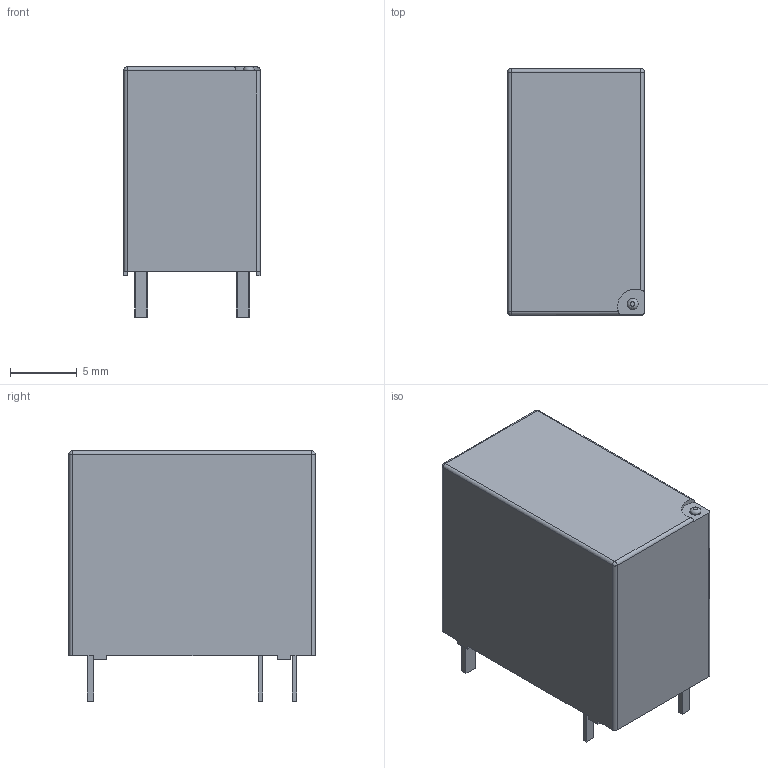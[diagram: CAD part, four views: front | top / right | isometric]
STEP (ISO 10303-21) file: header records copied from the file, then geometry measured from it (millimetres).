
FILE_DESCRIPTION(/* description */ (''),/* implementation_level */ '2;1');
FILE_NAME(/* name */ 'Relay_AZ7709.step',/* time_stamp */ '2022-12-22T16:35:44-08:00',/* author */ (''),/* organization */ (''),/* preprocessor_version */ 'ST-DEVELOPER v19.2',/* originating_system */ 'Autodesk Translation Framework v11.17.0.187',/* authorisation */ '');
FILE_SCHEMA (('AUTOMOTIVE_DESIGN { 1 0 10303 214 3 1 1 }'));
Length unit declared in the file: millimetre
Products named in the file (1): AZ7709
Bounding box: 10.2 x 18.4 x 18.7 mm (x, y, z)
Volume: 2874.6 mm3; surface area: 1280.5 mm2
Topology: 5 solids, 5 shells, 62 faces, 147 edges, 93 vertices
Faces by surface type: plane 48, cylinder 10, sphere 3, bspline 1
Full cylindrical faces by diameter (mm): 0.826 x1
Entity records: 1836 total; most frequent: CARTESIAN_POINT 344, ORIENTED_EDGE 288, DIRECTION 287, EDGE_CURVE 144, LINE 121, VECTOR 121, VERTEX_POINT 93, AXIS2_PLACEMENT_3D 83
